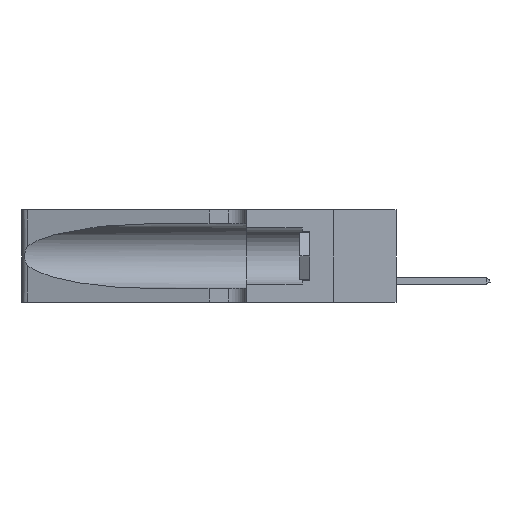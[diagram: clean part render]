
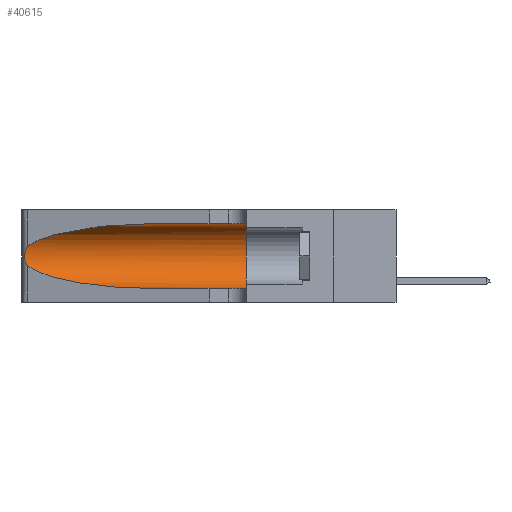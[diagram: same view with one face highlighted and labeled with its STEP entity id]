
A CAD part, left-side view. The second image highlights one B-rep face of the part: STEP entity #40615.
In plain terms, the highlighted cylindrical face has radius 3.308 mm (diameter 6.617 mm), a partial arc.
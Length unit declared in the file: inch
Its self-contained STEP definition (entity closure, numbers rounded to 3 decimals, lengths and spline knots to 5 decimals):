
#16 = FACE_OUTER_BOUND ( 'NONE', #8791, .T. ) ;
#49 = CARTESIAN_POINT ( 'NONE',  ( 0.1305, 1.61858, 0.05475 ) ) ;
#834 = ORIENTED_EDGE ( 'NONE', *, *, #27727, .F. ) ;
#1116 = CARTESIAN_POINT ( 'NONE',  ( 0.2373, 1.15595, 0.28018 ) ) ;
#1211 =( BOUNDED_CURVE ( )  B_SPLINE_CURVE ( 3, ( #17597, #14377, #11513, #20680 ),
 .UNSPECIFIED., .F., .T. ) 
 B_SPLINE_CURVE_WITH_KNOTS ( ( 4, 4 ),
 ( 3.44316, 4.71239 ),
 .UNSPECIFIED. ) 
 CURVE ( )  GEOMETRIC_REPRESENTATION_ITEM ( )  RATIONAL_B_SPLINE_CURVE ( ( 1., 0.87, 0.87, 1. ) ) 
 REPRESENTATION_ITEM ( '' )  );
#1289 = EDGE_CURVE ( 'NONE', #37077, #11850, #9020, .T. ) ;
#1485 = CARTESIAN_POINT ( 'NONE',  ( 0.1305, 1.61858, 0.185 ) ) ;
#3680 = ORIENTED_EDGE ( 'NONE', *, *, #18927, .T. ) ;
#3864 = ORIENTED_EDGE ( 'NONE', *, *, #16805, .F. ) ;
#4497 = VECTOR ( 'NONE', #34991, 39.37008 ) ;
#5144 = CARTESIAN_POINT ( 'NONE',  ( 0.25639, 1.23186, 0.15144 ) ) ;
#5713 = CARTESIAN_POINT ( 'NONE',  ( 0.26017, 1.23833, 0.17102 ) ) ;
#7927 = CARTESIAN_POINT ( 'NONE',  ( 0.25487, 1.22718, 0.22369 ) ) ;
#8078 = CARTESIAN_POINT ( 'NONE',  ( 0.25787, 1.23484, 0.2124 ) ) ;
#8791 = EDGE_LOOP ( 'NONE', ( #15115, #20513, #3680, #37224, #3864, #834 ) ) ;
#9020 = LINE ( 'NONE', #49, #4497 ) ;
#11317 = CARTESIAN_POINT ( 'NONE',  ( 0.25487, 1.22718, 0.14631 ) ) ;
#11513 = CARTESIAN_POINT ( 'NONE',  ( 0.18966, 0.96281, 0.05475 ) ) ;
#11850 = VERTEX_POINT ( 'NONE', #15341 ) ;
#14377 = CARTESIAN_POINT ( 'NONE',  ( 0.2373, 1.15595, 0.08982 ) ) ;
#14864 = CARTESIAN_POINT ( 'NONE',  ( 0.26075, 1.23896, 0.178 ) ) ;
#15115 = ORIENTED_EDGE ( 'NONE', *, *, #36474, .T. ) ;
#15341 = CARTESIAN_POINT ( 'NONE',  ( 0.1305, 0.35, 0.05475 ) ) ;
#15748 = CARTESIAN_POINT ( 'NONE',  ( 0.1305, 0.35, 0.31525 ) ) ;
#16805 = EDGE_CURVE ( 'NONE', #21841, #11850, #38097, .T. ) ;
#17235 = LINE ( 'NONE', #30961, #30181 ) ;
#17597 = CARTESIAN_POINT ( 'NONE',  ( 0.25487, 1.22718, 0.14631 ) ) ;
#17654 = CARTESIAN_POINT ( 'NONE',  ( 0.26018, 1.23835, 0.19895 ) ) ;
#18060 = DIRECTION ( 'NONE',  ( 0., 0., 1. ) ) ;
#18632 = AXIS2_PLACEMENT_3D ( 'NONE', #20848, #36825, #18060 ) ;
#18861 = EDGE_CURVE ( 'NONE', #34747, #37697, #40245, .T. ) ;
#18927 = EDGE_CURVE ( 'NONE', #37697, #37077, #1211, .T. ) ;
#20513 = ORIENTED_EDGE ( 'NONE', *, *, #18861, .T. ) ;
#20680 = CARTESIAN_POINT ( 'NONE',  ( 0.1305, 0.72297, 0.05475 ) ) ;
#20720 = CARTESIAN_POINT ( 'NONE',  ( 0.25639, 1.23184, 0.21858 ) ) ;
#20848 = CARTESIAN_POINT ( 'NONE',  ( 0.1305, 0.35, 0.185 ) ) ;
#21841 = VERTEX_POINT ( 'NONE', #15748 ) ;
#23399 = DIRECTION ( 'NONE',  ( 0., 0., -1. ) ) ;
#23954 = DIRECTION ( 'NONE',  ( 0., -1., 0. ) ) ;
#24484 = CARTESIAN_POINT ( 'NONE',  ( 0.26075, 1.23896, 0.19203 ) ) ;
#24744 = AXIS2_PLACEMENT_3D ( 'NONE', #1485, #23954, #23399 ) ;
#25996 = CARTESIAN_POINT ( 'NONE',  ( 0.1305, 0.72297, 0.05475 ) ) ;
#26223 = CARTESIAN_POINT ( 'NONE',  ( 0.1305, 0.72297, 0.31525 ) ) ;
#27727 = EDGE_CURVE ( 'NONE', #35481, #21841, #17235, .T. ) ;
#27959 = CARTESIAN_POINT ( 'NONE',  ( 0.25789, 1.23486, 0.15765 ) ) ;
#28238 = CARTESIAN_POINT ( 'NONE',  ( 0.25555, 1.22993, 0.14849 ) ) ;
#28884 = CYLINDRICAL_SURFACE ( 'NONE', #24744, 0.13025 ) ;
#29395 = CARTESIAN_POINT ( 'NONE',  ( 0.18966, 0.96281, 0.31525 ) ) ;
#30181 = VECTOR ( 'NONE', #34443, 39.37008 ) ;
#30586 = CARTESIAN_POINT ( 'NONE',  ( 0.25856, 1.23593, 0.16098 ) ) ;
#30961 = CARTESIAN_POINT ( 'NONE',  ( 0.1305, 1.61858, 0.31525 ) ) ;
#32318 = CARTESIAN_POINT ( 'NONE',  ( 0.25487, 1.22718, 0.22369 ) ) ;
#34443 = DIRECTION ( 'NONE',  ( 0., -1., 0. ) ) ;
#34747 = VERTEX_POINT ( 'NONE', #35911 ) ;
#34991 = DIRECTION ( 'NONE',  ( 0., -1., 0. ) ) ;
#35481 = VERTEX_POINT ( 'NONE', #40301 ) ;
#35911 = CARTESIAN_POINT ( 'NONE',  ( 0.25487, 1.22718, 0.22369 ) ) ;
#36264 = CARTESIAN_POINT ( 'NONE',  ( 0.25854, 1.2359, 0.20912 ) ) ;
#36474 = EDGE_CURVE ( 'NONE', #35481, #34747, #39727, .T. ) ;
#36554 = CARTESIAN_POINT ( 'NONE',  ( 0.25555, 1.22994, 0.2215 ) ) ;
#36825 = DIRECTION ( 'NONE',  ( 0., 1., 0. ) ) ;
#37077 = VERTEX_POINT ( 'NONE', #25996 ) ;
#37224 = ORIENTED_EDGE ( 'NONE', *, *, #1289, .T. ) ;
#37697 = VERTEX_POINT ( 'NONE', #11317 ) ;
#38097 = CIRCLE ( 'NONE', #18632, 0.13025 ) ;
#39727 =( BOUNDED_CURVE ( )  B_SPLINE_CURVE ( 3, ( #26223, #29395, #1116, #32318 ),
 .UNSPECIFIED., .F., .F. ) 
 B_SPLINE_CURVE_WITH_KNOTS ( ( 4, 4 ),
 ( 1.5708, 2.84003 ),
 .UNSPECIFIED. ) 
 CURVE ( )  GEOMETRIC_REPRESENTATION_ITEM ( )  RATIONAL_B_SPLINE_CURVE ( ( 1., 0.87, 0.87, 1. ) ) 
 REPRESENTATION_ITEM ( '' )  );
#40245 = B_SPLINE_CURVE_WITH_KNOTS ( 'NONE', 3,
 ( #7927, #36554, #20720, #8078, #36264, #17654, #24484, #14864, #5713, #30586, #27959, #5144, #28238, #40698 ),
 .UNSPECIFIED., .F., .F.,
 ( 4, 2, 2, 2, 2, 2, 4 ),
 ( 0., 0.00027, 0.00053, 0.00107, 0.0016, 0.00187, 0.00214 ),
 .UNSPECIFIED. ) ;
#40301 = CARTESIAN_POINT ( 'NONE',  ( 0.1305, 0.72297, 0.31525 ) ) ;
#40615 = ADVANCED_FACE ( 'NONE', ( #16 ), #28884, .F. ) ;
#40698 = CARTESIAN_POINT ( 'NONE',  ( 0.25487, 1.22718, 0.14631 ) ) ;
